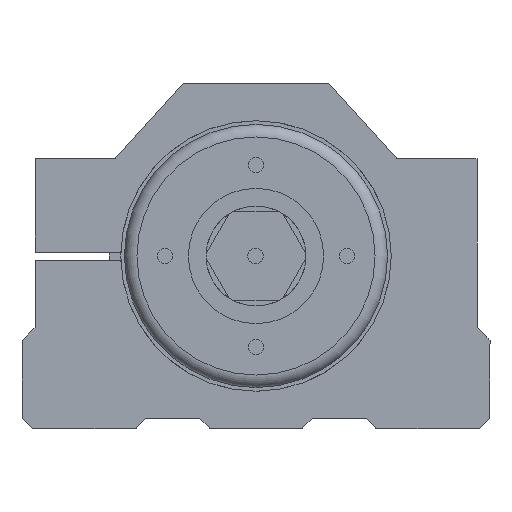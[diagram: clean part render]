
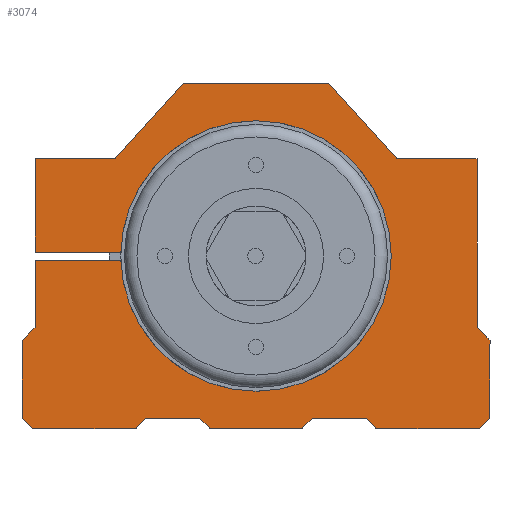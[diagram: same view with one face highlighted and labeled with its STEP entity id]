
A CAD part, front view. The second image highlights one B-rep face of the part: STEP entity #3074.
In plain terms, the highlighted planar face has unit normal (0, -1, 0).
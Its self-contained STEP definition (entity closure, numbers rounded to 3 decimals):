
#61=CIRCLE('',#3272,26.);
#307=FACE_OUTER_BOUND('',#472,.T.);
#472=EDGE_LOOP('',(#2028,#2029,#2030,#2031,#2032,#2033,#2034,#2035,#2036,
#2037,#2038,#2039,#2040,#2041,#2042,#2043,#2044,#2045,#2046,#2047,#2048,
#2049,#2050,#2051,#2052,#2053,#2054,#2055,#2056,#2057));
#661=LINE('',#4623,#939);
#695=LINE('',#4701,#973);
#696=LINE('',#4703,#974);
#697=LINE('',#4705,#975);
#698=LINE('',#4707,#976);
#699=LINE('',#4709,#977);
#700=LINE('',#4711,#978);
#701=LINE('',#4713,#979);
#702=LINE('',#4715,#980);
#703=LINE('',#4717,#981);
#704=LINE('',#4719,#982);
#705=LINE('',#4721,#983);
#706=LINE('',#4723,#984);
#707=LINE('',#4725,#985);
#708=LINE('',#4727,#986);
#709=LINE('',#4729,#987);
#710=LINE('',#4731,#988);
#711=LINE('',#4733,#989);
#712=LINE('',#4735,#990);
#713=LINE('',#4737,#991);
#714=LINE('',#4739,#992);
#715=LINE('',#4741,#993);
#716=LINE('',#4743,#994);
#717=LINE('',#4745,#995);
#718=LINE('',#4747,#996);
#719=LINE('',#4749,#997);
#720=LINE('',#4751,#998);
#721=LINE('',#4753,#999);
#722=LINE('',#4755,#1000);
#939=VECTOR('',#3626,12.9);
#973=VECTOR('',#3678,16.514);
#974=VECTOR('',#3679,3.536);
#975=VECTOR('',#3680,15.);
#976=VECTOR('',#3681,2.828);
#977=VECTOR('',#3682,20.);
#978=VECTOR('',#3683,0.2);
#979=VECTOR('',#3684,2.546);
#980=VECTOR('',#3685,10.4);
#981=VECTOR('',#3686,2.546);
#982=VECTOR('',#3687,0.2);
#983=VECTOR('',#3688,18.);
#984=VECTOR('',#3689,0.2);
#985=VECTOR('',#3690,2.546);
#986=VECTOR('',#3691,10.4);
#987=VECTOR('',#3692,2.546);
#988=VECTOR('',#3693,0.2);
#989=VECTOR('',#3694,20.);
#990=VECTOR('',#3695,2.828);
#991=VECTOR('',#3696,15.);
#992=VECTOR('',#3697,3.536);
#993=VECTOR('',#3698,32.5);
#994=VECTOR('',#3699,15.4);
#995=VECTOR('',#3700,19.541);
#996=VECTOR('',#3701,28.);
#997=VECTOR('',#3702,19.541);
#998=VECTOR('',#3703,15.4);
#999=VECTOR('',#3704,18.);
#1000=VECTOR('',#3705,16.511);
#1217=VERTEX_POINT('',#4621);
#1218=VERTEX_POINT('',#4622);
#1253=VERTEX_POINT('',#4700);
#1254=VERTEX_POINT('',#4702);
#1255=VERTEX_POINT('',#4704);
#1256=VERTEX_POINT('',#4706);
#1257=VERTEX_POINT('',#4708);
#1258=VERTEX_POINT('',#4710);
#1259=VERTEX_POINT('',#4712);
#1260=VERTEX_POINT('',#4714);
#1261=VERTEX_POINT('',#4716);
#1262=VERTEX_POINT('',#4718);
#1263=VERTEX_POINT('',#4720);
#1264=VERTEX_POINT('',#4722);
#1265=VERTEX_POINT('',#4724);
#1266=VERTEX_POINT('',#4726);
#1267=VERTEX_POINT('',#4728);
#1268=VERTEX_POINT('',#4730);
#1269=VERTEX_POINT('',#4732);
#1270=VERTEX_POINT('',#4734);
#1271=VERTEX_POINT('',#4736);
#1272=VERTEX_POINT('',#4738);
#1273=VERTEX_POINT('',#4740);
#1274=VERTEX_POINT('',#4742);
#1275=VERTEX_POINT('',#4744);
#1276=VERTEX_POINT('',#4746);
#1277=VERTEX_POINT('',#4748);
#1278=VERTEX_POINT('',#4750);
#1279=VERTEX_POINT('',#4752);
#1280=VERTEX_POINT('',#4754);
#1518=EDGE_CURVE('',#1217,#1218,#661,.T.);
#1557=EDGE_CURVE('',#1253,#1218,#695,.T.);
#1558=EDGE_CURVE('',#1254,#1217,#696,.T.);
#1559=EDGE_CURVE('',#1255,#1254,#697,.T.);
#1560=EDGE_CURVE('',#1256,#1255,#698,.T.);
#1561=EDGE_CURVE('',#1257,#1256,#699,.T.);
#1562=EDGE_CURVE('',#1258,#1257,#700,.T.);
#1563=EDGE_CURVE('',#1259,#1258,#701,.T.);
#1564=EDGE_CURVE('',#1260,#1259,#702,.T.);
#1565=EDGE_CURVE('',#1261,#1260,#703,.T.);
#1566=EDGE_CURVE('',#1262,#1261,#704,.T.);
#1567=EDGE_CURVE('',#1263,#1262,#705,.T.);
#1568=EDGE_CURVE('',#1264,#1263,#706,.T.);
#1569=EDGE_CURVE('',#1265,#1264,#707,.T.);
#1570=EDGE_CURVE('',#1266,#1265,#708,.T.);
#1571=EDGE_CURVE('',#1267,#1266,#709,.T.);
#1572=EDGE_CURVE('',#1268,#1267,#710,.T.);
#1573=EDGE_CURVE('',#1269,#1268,#711,.T.);
#1574=EDGE_CURVE('',#1270,#1269,#712,.T.);
#1575=EDGE_CURVE('',#1271,#1270,#713,.T.);
#1576=EDGE_CURVE('',#1272,#1271,#714,.T.);
#1577=EDGE_CURVE('',#1273,#1272,#715,.T.);
#1578=EDGE_CURVE('',#1274,#1273,#716,.T.);
#1579=EDGE_CURVE('',#1275,#1274,#717,.T.);
#1580=EDGE_CURVE('',#1276,#1275,#718,.T.);
#1581=EDGE_CURVE('',#1277,#1276,#719,.T.);
#1582=EDGE_CURVE('',#1278,#1277,#720,.T.);
#1583=EDGE_CURVE('',#1279,#1278,#721,.T.);
#1584=EDGE_CURVE('',#1280,#1279,#722,.T.);
#1585=EDGE_CURVE('',#1280,#1253,#61,.T.);
#2028=ORIENTED_EDGE('',*,*,#1557,.T.);
#2029=ORIENTED_EDGE('',*,*,#1518,.F.);
#2030=ORIENTED_EDGE('',*,*,#1558,.F.);
#2031=ORIENTED_EDGE('',*,*,#1559,.F.);
#2032=ORIENTED_EDGE('',*,*,#1560,.F.);
#2033=ORIENTED_EDGE('',*,*,#1561,.F.);
#2034=ORIENTED_EDGE('',*,*,#1562,.F.);
#2035=ORIENTED_EDGE('',*,*,#1563,.F.);
#2036=ORIENTED_EDGE('',*,*,#1564,.F.);
#2037=ORIENTED_EDGE('',*,*,#1565,.F.);
#2038=ORIENTED_EDGE('',*,*,#1566,.F.);
#2039=ORIENTED_EDGE('',*,*,#1567,.F.);
#2040=ORIENTED_EDGE('',*,*,#1568,.F.);
#2041=ORIENTED_EDGE('',*,*,#1569,.F.);
#2042=ORIENTED_EDGE('',*,*,#1570,.F.);
#2043=ORIENTED_EDGE('',*,*,#1571,.F.);
#2044=ORIENTED_EDGE('',*,*,#1572,.F.);
#2045=ORIENTED_EDGE('',*,*,#1573,.F.);
#2046=ORIENTED_EDGE('',*,*,#1574,.F.);
#2047=ORIENTED_EDGE('',*,*,#1575,.F.);
#2048=ORIENTED_EDGE('',*,*,#1576,.F.);
#2049=ORIENTED_EDGE('',*,*,#1577,.F.);
#2050=ORIENTED_EDGE('',*,*,#1578,.F.);
#2051=ORIENTED_EDGE('',*,*,#1579,.F.);
#2052=ORIENTED_EDGE('',*,*,#1580,.F.);
#2053=ORIENTED_EDGE('',*,*,#1581,.F.);
#2054=ORIENTED_EDGE('',*,*,#1582,.F.);
#2055=ORIENTED_EDGE('',*,*,#1583,.F.);
#2056=ORIENTED_EDGE('',*,*,#1584,.F.);
#2057=ORIENTED_EDGE('',*,*,#1585,.T.);
#2924=PLANE('',#3271);
#3074=ADVANCED_FACE('',(#307),#2924,.T.);
#3271=AXIS2_PLACEMENT_3D('',#4699,#3676,#3677);
#3272=AXIS2_PLACEMENT_3D('',#4756,#3706,#3707);
#3626=DIRECTION('',(0.,0.,-1.));
#3676=DIRECTION('center_axis',(0.,-1.,0.));
#3677=DIRECTION('ref_axis',(0.,0.,-1.));
#3678=DIRECTION('',(1.,0.,0.));
#3679=DIRECTION('',(-0.707,0.,-0.707));
#3680=DIRECTION('',(0.,0.,-1.));
#3681=DIRECTION('',(0.707,0.,-0.707));
#3682=DIRECTION('',(1.,0.,0.));
#3683=DIRECTION('',(0.,0.,1.));
#3684=DIRECTION('',(0.707,0.,0.707));
#3685=DIRECTION('',(1.,0.,0.));
#3686=DIRECTION('',(0.707,0.,-0.707));
#3687=DIRECTION('',(0.,0.,-1.));
#3688=DIRECTION('',(1.,0.,0.));
#3689=DIRECTION('',(0.,0.,1.));
#3690=DIRECTION('',(0.707,0.,0.707));
#3691=DIRECTION('',(1.,0.,0.));
#3692=DIRECTION('',(0.707,0.,-0.707));
#3693=DIRECTION('',(0.,0.,-1.));
#3694=DIRECTION('',(1.,0.,0.));
#3695=DIRECTION('',(0.707,0.,0.707));
#3696=DIRECTION('',(0.,0.,1.));
#3697=DIRECTION('',(-0.707,0.,0.707));
#3698=DIRECTION('',(0.,0.,1.));
#3699=DIRECTION('',(-1.,0.,0.));
#3700=DIRECTION('',(-0.67,0.,0.742));
#3701=DIRECTION('',(-1.,0.,0.));
#3702=DIRECTION('',(-0.67,0.,-0.742));
#3703=DIRECTION('',(-1.,0.,0.));
#3704=DIRECTION('',(0.,0.,-1.));
#3705=DIRECTION('',(1.,0.,0.));
#3706=DIRECTION('center_axis',(0.,1.,0.));
#3707=DIRECTION('ref_axis',(0.,0.,1.));
#4621=CARTESIAN_POINT('',(42.5,0.,13.75));
#4622=CARTESIAN_POINT('',(42.5,0.,0.85));
#4623=CARTESIAN_POINT('',(42.5,0.,13.75));
#4699=CARTESIAN_POINT('Origin',(0.,0.,0.));
#4700=CARTESIAN_POINT('',(25.986,0.,0.85));
#4701=CARTESIAN_POINT('',(25.986,0.,0.85));
#4702=CARTESIAN_POINT('',(45.,0.,16.25));
#4703=CARTESIAN_POINT('',(45.,0.,16.25));
#4704=CARTESIAN_POINT('',(45.,0.,31.25));
#4705=CARTESIAN_POINT('',(45.,0.,31.25));
#4706=CARTESIAN_POINT('',(43.,0.,33.25));
#4707=CARTESIAN_POINT('',(43.,0.,33.25));
#4708=CARTESIAN_POINT('',(23.,0.,33.25));
#4709=CARTESIAN_POINT('',(23.,0.,33.25));
#4710=CARTESIAN_POINT('',(23.,0.,33.05));
#4711=CARTESIAN_POINT('',(23.,0.,33.05));
#4712=CARTESIAN_POINT('',(21.2,0.,31.25));
#4713=CARTESIAN_POINT('',(21.2,0.,31.25));
#4714=CARTESIAN_POINT('',(10.8,0.,31.25));
#4715=CARTESIAN_POINT('',(10.8,0.,31.25));
#4716=CARTESIAN_POINT('',(9.,0.,33.05));
#4717=CARTESIAN_POINT('',(9.,0.,33.05));
#4718=CARTESIAN_POINT('',(9.,0.,33.25));
#4719=CARTESIAN_POINT('',(9.,0.,33.25));
#4720=CARTESIAN_POINT('',(-9.,0.,33.25));
#4721=CARTESIAN_POINT('',(-9.,0.,33.25));
#4722=CARTESIAN_POINT('',(-9.,0.,33.05));
#4723=CARTESIAN_POINT('',(-9.,0.,33.05));
#4724=CARTESIAN_POINT('',(-10.8,0.,31.25));
#4725=CARTESIAN_POINT('',(-10.8,0.,31.25));
#4726=CARTESIAN_POINT('',(-21.2,0.,31.25));
#4727=CARTESIAN_POINT('',(-21.2,0.,31.25));
#4728=CARTESIAN_POINT('',(-23.,0.,33.05));
#4729=CARTESIAN_POINT('',(-23.,0.,33.05));
#4730=CARTESIAN_POINT('',(-23.,0.,33.25));
#4731=CARTESIAN_POINT('',(-23.,0.,33.25));
#4732=CARTESIAN_POINT('',(-43.,0.,33.25));
#4733=CARTESIAN_POINT('',(-43.,0.,33.25));
#4734=CARTESIAN_POINT('',(-45.,0.,31.25));
#4735=CARTESIAN_POINT('',(-45.,0.,31.25));
#4736=CARTESIAN_POINT('',(-45.,0.,16.25));
#4737=CARTESIAN_POINT('',(-45.,0.,16.25));
#4738=CARTESIAN_POINT('',(-42.5,0.,13.75));
#4739=CARTESIAN_POINT('',(-42.5,0.,13.75));
#4740=CARTESIAN_POINT('',(-42.5,0.,-18.75));
#4741=CARTESIAN_POINT('',(-42.5,0.,-18.75));
#4742=CARTESIAN_POINT('',(-27.1,0.,-18.75));
#4743=CARTESIAN_POINT('',(-27.1,0.,-18.75));
#4744=CARTESIAN_POINT('',(-14.,0.,-33.25));
#4745=CARTESIAN_POINT('',(-14.,0.,-33.25));
#4746=CARTESIAN_POINT('',(14.,0.,-33.25));
#4747=CARTESIAN_POINT('',(14.,0.,-33.25));
#4748=CARTESIAN_POINT('',(27.1,0.,-18.75));
#4749=CARTESIAN_POINT('',(27.1,0.,-18.75));
#4750=CARTESIAN_POINT('',(42.5,0.,-18.75));
#4751=CARTESIAN_POINT('',(42.5,0.,-18.75));
#4752=CARTESIAN_POINT('',(42.5,0.,-0.75));
#4753=CARTESIAN_POINT('',(42.5,0.,-0.75));
#4754=CARTESIAN_POINT('',(25.989,0.,-0.75));
#4755=CARTESIAN_POINT('',(25.989,0.,-0.75));
#4756=CARTESIAN_POINT('Origin',(0.,0.,0.));
